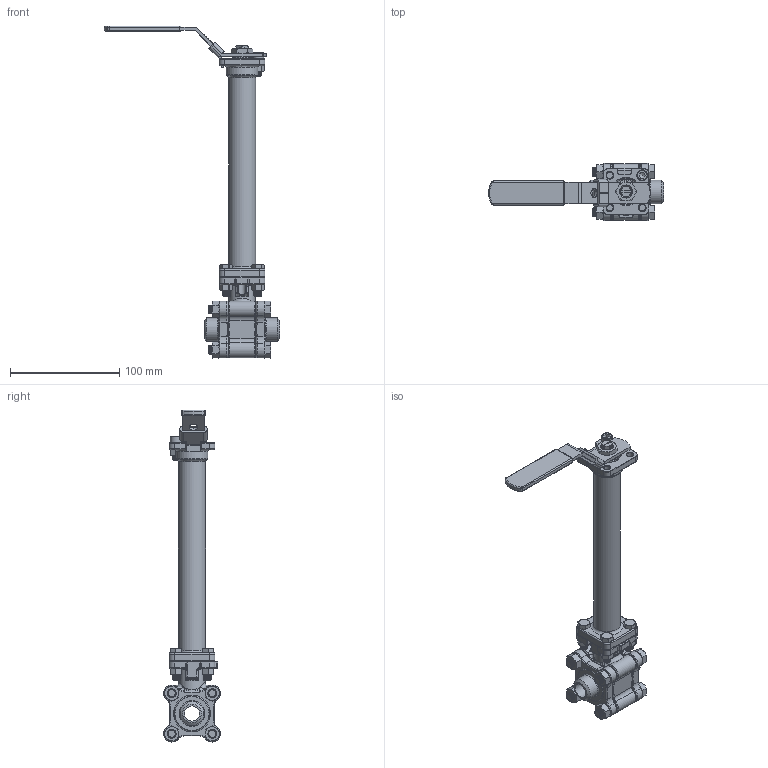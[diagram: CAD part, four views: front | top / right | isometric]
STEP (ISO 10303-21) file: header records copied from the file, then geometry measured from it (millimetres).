
FILE_DESCRIPTION(/* description */ ('STEP AP214'),/* implementation_level */ '2;1');
FILE_NAME(/* name */ 'AT3506C_015.step',/* time_stamp */ '2025-07-25T11:20:32+02:00',/* author */ (''),/* organization */ (''),/* preprocessor_version */ 'ST-DEVELOPER v20.1',/* originating_system */ 'Autodesk Translation Framework v14.10.0.0',/* authorisation */ '');
FILE_SCHEMA (('AUTOMOTIVE_DESIGN { 1 0 10303 214 3 1 1 }'));
Products named in the file (1): 305C-015-G01[Butt Weld][Sch.80]
Bounding box: 160.24 x 52.12 x 303.96 mm (x, y, z)
Volume: 246437.6 mm3; surface area: 71021.9 mm2
Topology: 3 solids, 3 shells, 1912 faces, 4989 edges, 3073 vertices
Faces by surface type: cylinder 831, plane 447, cone 273, bspline 189, torus 142, sphere 30
Full cylindrical faces by diameter (mm): 1 x1, 4.7 x101, 5 x20, 5.8 x80, 6 x7, 6.375 x40, 6.5 x1, 6.75 x12, 6.8 x1, 7.8 x20, 8 x9, 9.2 x8, 10 x1, 10.25 x1, 12.4 x1, 13.8 x2, 15 x1, 17.5 x2, 18 x1, 21.5 x2, 24 x1, 24.2 x1, 24.8 x1, 25 x1, 29 x1
Entity records: 126181 total; most frequent: CARTESIAN_POINT 81530, ORIENTED_EDGE 9888, DIRECTION 8529, EDGE_CURVE 4944, AXIS2_PLACEMENT_3D 3417, VERTEX_POINT 3073, EDGE_LOOP 2015, FACE_OUTER_BOUND 1912
